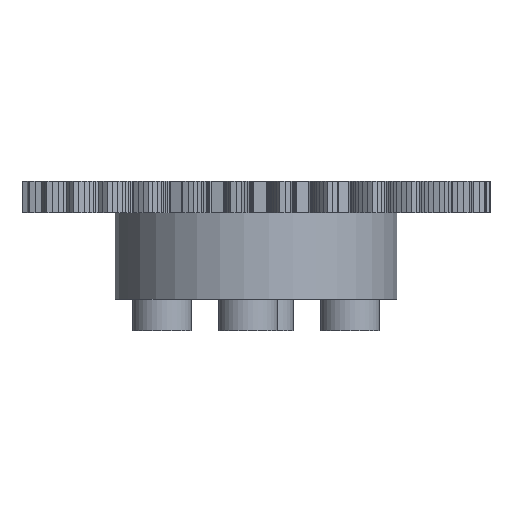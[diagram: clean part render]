
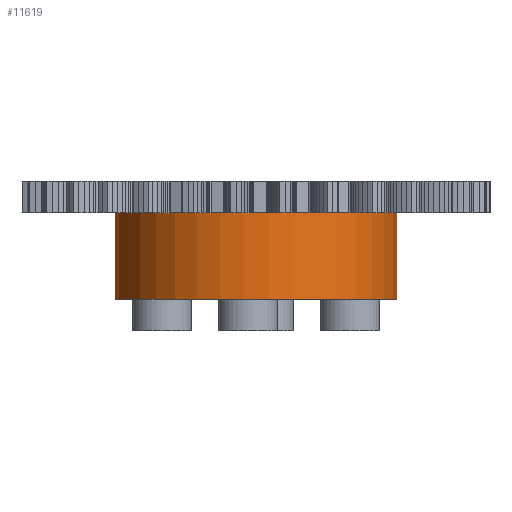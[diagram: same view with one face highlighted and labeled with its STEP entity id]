
A CAD part, front view. The second image highlights one B-rep face of the part: STEP entity #11619.
In plain terms, the highlighted cylindrical face has radius 9 mm (diameter 18 mm), a full revolution.
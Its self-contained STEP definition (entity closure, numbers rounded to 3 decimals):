
#27=LINE('',#15787,#1744);
#1744=VECTOR('',#12867,9.);
#3461=CYLINDRICAL_SURFACE('',#12231,9.);
#3472=FACE_OUTER_BOUND('',#4057,.T.);
#4057=EDGE_LOOP('',(#7585,#7586,#7587,#7588));
#4655=CIRCLE('',#12232,9.);
#4656=CIRCLE('',#12233,9.);
#4675=VERTEX_POINT('',#15784);
#4676=VERTEX_POINT('',#15786);
#5839=EDGE_CURVE('',#4675,#4675,#4655,.T.);
#5840=EDGE_CURVE('',#4675,#4676,#27,.T.);
#5841=EDGE_CURVE('',#4676,#4676,#4656,.T.);
#7585=ORIENTED_EDGE('',*,*,#5839,.F.);
#7586=ORIENTED_EDGE('',*,*,#5840,.T.);
#7587=ORIENTED_EDGE('',*,*,#5841,.F.);
#7588=ORIENTED_EDGE('',*,*,#5840,.F.);
#11619=ADVANCED_FACE('',(#3472),#3461,.T.);
#12231=AXIS2_PLACEMENT_3D('',#15783,#12863,#12864);
#12232=AXIS2_PLACEMENT_3D('',#15785,#12865,#12866);
#12233=AXIS2_PLACEMENT_3D('',#15788,#12868,#12869);
#12863=DIRECTION('center_axis',(0.,0.,
1.));
#12864=DIRECTION('ref_axis',(0.996,-0.085,0.));
#12865=DIRECTION('center_axis',(0.,0.,
1.));
#12866=DIRECTION('ref_axis',(0.996,-0.085,0.));
#12867=DIRECTION('',(0.,0.,-1.));
#12868=DIRECTION('center_axis',(0.,0.,
-1.));
#12869=DIRECTION('ref_axis',(0.996,-0.085,0.));
#15783=CARTESIAN_POINT('Origin',(7.,28.807,-4.994));
#15784=CARTESIAN_POINT('',(-1.968,29.569,-5.994));
#15785=CARTESIAN_POINT('Origin',(7.,28.807,-5.994));
#15786=CARTESIAN_POINT('',(-1.968,29.569,-11.494));
#15787=CARTESIAN_POINT('',(-1.968,29.569,-4.994));
#15788=CARTESIAN_POINT('Origin',(7.,28.807,-11.494));
